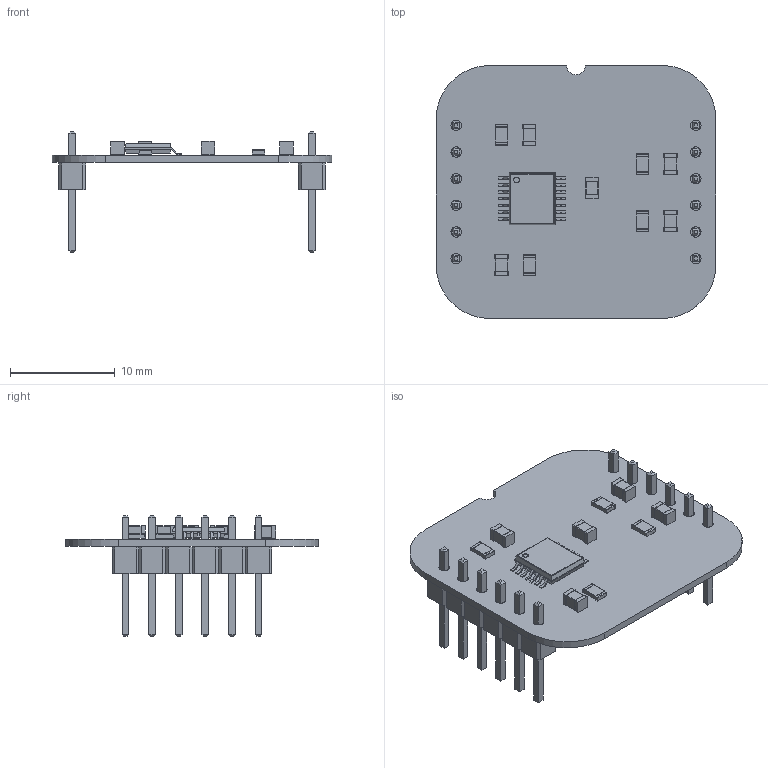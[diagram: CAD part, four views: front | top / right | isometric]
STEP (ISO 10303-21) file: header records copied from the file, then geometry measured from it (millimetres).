
FILE_DESCRIPTION(('KiCad electronic assembly'),'2;1');
FILE_NAME('W65C816 Latch Time.step','2024-06-12T09:31:15',('Pcbnew'),( 'Kicad'),'Open CASCADE STEP processor 7.8','KiCad to STEP converter' ,'Unknown');
FILE_SCHEMA(('AUTOMOTIVE_DESIGN { 1 0 10303 214 1 1 1 1 }'));
Length unit declared in the file: millimetre
Products named in the file (10): W65C816 Latch Time 1; R_0805_2012Metric; C_0805_2012Metric; 74LVC74APW,118; ASSEMBLY; PinHeader_1x06_P2.54mm_Vertical; PinHeader_1x06_P254mm_Vertical; W65C816 Latch_PCB
Assembly tree (17 placements, depth 3):
  W65C816 Latch Time 1
    R_0805_2012Metric  x4
      R_0805_2012Metric
    C_0805_2012Metric  x5
      C_0805_2012Metric
    74LVC74APW,118
      ASSEMBLY
    PinHeader_1x06_P2.54mm_Vertical  x2
      PinHeader_1x06_P254mm_Vertical
    W65C816 Latch_PCB
Bounding box: 26.67 x 24.13 x 11.54 mm (x, y, z)
Volume: 703.8 mm3; surface area: 2091 mm2
Topology: 27 solids, 27 shells, 770 faces, 1915 edges, 1234 vertices
Faces by surface type: plane 610, cylinder 160
Full cylindrical faces by diameter (mm): 0.55 x1, 1 x12
Entity records: 14288 total; most frequent: CARTESIAN_POINT 2209, ORIENTED_EDGE 2138, DIRECTION 2137, EDGE_CURVE 1069, LINE 901, VECTOR 901, VERTEX_POINT 690, AXIS2_PLACEMENT_3D 618
